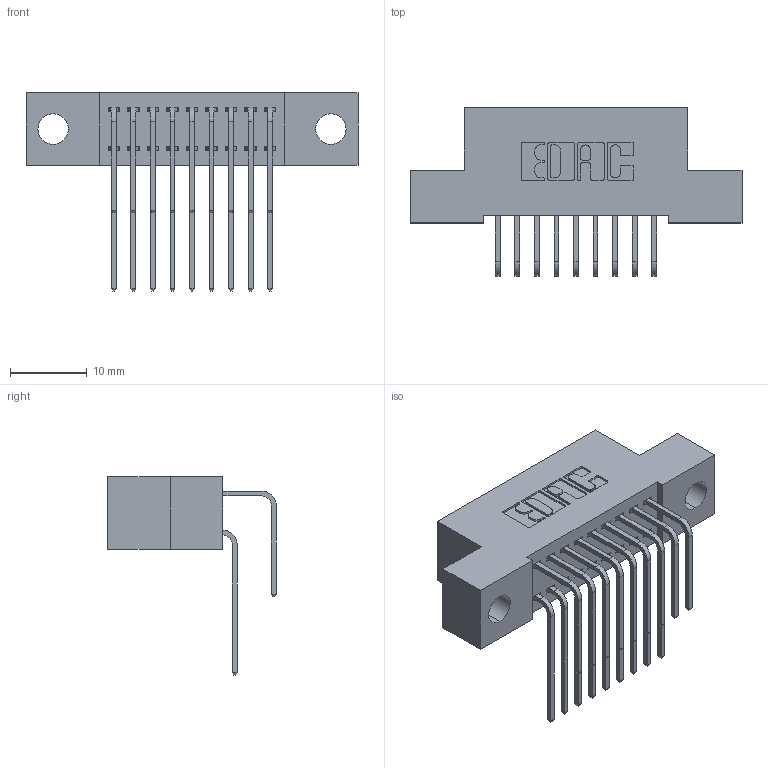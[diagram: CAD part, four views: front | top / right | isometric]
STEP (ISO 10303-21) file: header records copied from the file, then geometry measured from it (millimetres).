
FILE_DESCRIPTION (( 'STEP AP203' ), '1' );
FILE_NAME ('342-018-558-204.STEP', '2018-08-10T21:50:42', ( '' ), ( '' ), 'SwSTEP 2.0', 'SolidWorks 2016', '' );
FILE_SCHEMA (( 'CONFIG_CONTROL_DESIGN' ));
Length unit declared in the file: inch
Products named in the file (4): 342 Part_.156 TH; 345-292-001_558 559 Tail - 1; 345-292-001_558 Tail - 2; 342-018-558-204
Assembly tree (19 placements, depth 2):
  342-018-558-204
    342 Part_.156 TH
    345-292-001_558 559 Tail - 1  x9
    345-292-001_558 Tail - 2  x9
Bounding box: 43.18 x 21.91 x 25.78 mm (x, y, z)
Volume: 3740.3 mm3; surface area: 5569.1 mm2
Topology: 19 solids, 19 shells, 1082 faces, 3197 edges, 2106 vertices
Faces by surface type: plane 750, cylinder 332
Entity records: 11713 total; most frequent: CARTESIAN_POINT 2029, ORIENTED_EDGE 1914, DIRECTION 1773, EDGE_CURVE 957, VECTOR 789, LINE 789, VERTEX_POINT 634, AXIS2_PLACEMENT_3D 492
